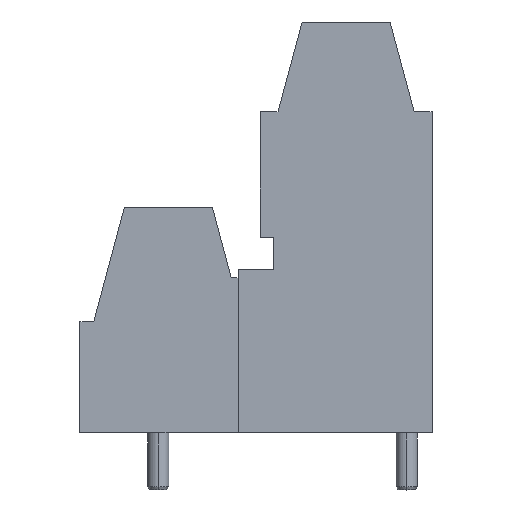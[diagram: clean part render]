
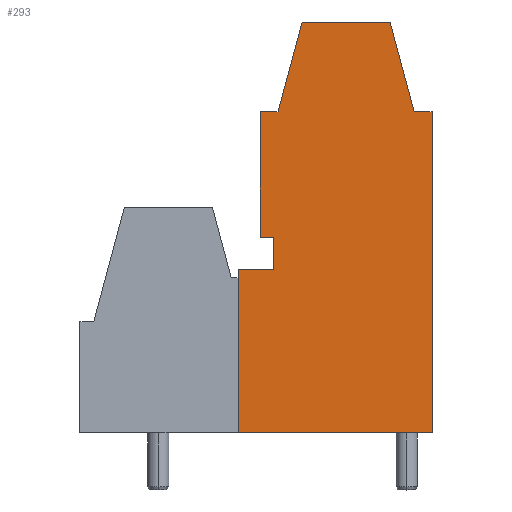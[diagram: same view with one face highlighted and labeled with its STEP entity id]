
A CAD part, top view. The second image highlights one B-rep face of the part: STEP entity #293.
In plain terms, the highlighted planar face has unit normal (0, 0, 1).
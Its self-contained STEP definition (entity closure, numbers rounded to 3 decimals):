
#13 = CARTESIAN_POINT ( 'NONE',  ( 19.026, 25.2, -2.5 ) ) ;
#43 = ORIENTED_EDGE ( 'NONE', *, *, #1593, .T. ) ;
#52 = LINE ( 'NONE', #2152, #2373 ) ;
#55 = LINE ( 'NONE', #837, #629 ) ;
#63 = PLANE ( 'NONE',  #1997 ) ;
#81 = LINE ( 'NONE', #2176, #980 ) ;
#93 = DIRECTION ( 'NONE',  ( 0., -1., 0. ) ) ;
#99 = CARTESIAN_POINT ( 'NONE',  ( 21.6, 19.7, -2.5 ) ) ;
#132 = DIRECTION ( 'NONE',  ( 0., -1., 0. ) ) ;
#170 = CARTESIAN_POINT ( 'NONE',  ( 20.5, 19.7, -2.5 ) ) ;
#172 = EDGE_CURVE ( 'NONE', #1513, #1994, #1415, .T. ) ;
#193 = ORIENTED_EDGE ( 'NONE', *, *, #466, .T. ) ;
#205 = EDGE_CURVE ( 'NONE', #2245, #2329, #1502, .T. ) ;
#208 = ORIENTED_EDGE ( 'NONE', *, *, #956, .T. ) ;
#211 = DIRECTION ( 'NONE',  ( -0.259, -0.966, 0. ) ) ;
#214 = CARTESIAN_POINT ( 'NONE',  ( 12.153, 19.7, -2.5 ) ) ;
#225 = VECTOR ( 'NONE', #1099, 1000. ) ;
#233 = DIRECTION ( 'NONE',  ( -1., 0., 0. ) ) ;
#261 = ORIENTED_EDGE ( 'NONE', *, *, #1030, .T. ) ;
#275 = LINE ( 'NONE', #99, #372 ) ;
#293 = ADVANCED_FACE ( 'NONE', ( #1574 ), #63, .T. ) ;
#339 = VECTOR ( 'NONE', #132, 1000. ) ;
#340 = CARTESIAN_POINT ( 'NONE',  ( 11.053, 19.7, -2.5 ) ) ;
#349 = CARTESIAN_POINT ( 'NONE',  ( 13.626, 25.2, -2.5 ) ) ;
#350 = CARTESIAN_POINT ( 'NONE',  ( 11.053, 19.7, -2.5 ) ) ;
#372 = VECTOR ( 'NONE', #1812, 1000. ) ;
#374 = CARTESIAN_POINT ( 'NONE',  ( 19.026, 25.2, -2.5 ) ) ;
#376 = VERTEX_POINT ( 'NONE', #1323 ) ;
#400 = VERTEX_POINT ( 'NONE', #2327 ) ;
#406 = CARTESIAN_POINT ( 'NONE',  ( 0., 0., -2.5 ) ) ;
#432 = VECTOR ( 'NONE', #2290, 1000. ) ;
#458 = VECTOR ( 'NONE', #2309, 1000. ) ;
#466 = EDGE_CURVE ( 'NONE', #1760, #1334, #275, .T. ) ;
#553 = DIRECTION ( 'NONE',  ( 0., -1., 0. ) ) ;
#556 = ORIENTED_EDGE ( 'NONE', *, *, #1390, .T. ) ;
#563 = EDGE_CURVE ( 'NONE', #1583, #1309, #1524, .T. ) ;
#568 = EDGE_LOOP ( 'NONE', ( #1094, #961, #2388, #1525, #2113, #2409, #2244, #208, #261, #1569, #43, #556, #193 ) ) ;
#629 = VECTOR ( 'NONE', #233, 1000. ) ;
#773 = VERTEX_POINT ( 'NONE', #1268 ) ;
#808 = DIRECTION ( 'NONE',  ( 1., 0., 0. ) ) ;
#837 = CARTESIAN_POINT ( 'NONE',  ( 11.9, 10., -2.5 ) ) ;
#838 = DIRECTION ( 'NONE',  ( 0., 1., 0. ) ) ;
#841 = VERTEX_POINT ( 'NONE', #1146 ) ;
#883 = CARTESIAN_POINT ( 'NONE',  ( 12.153, 19.7, -2.5 ) ) ;
#956 = EDGE_CURVE ( 'NONE', #1994, #400, #55, .T. ) ;
#961 = ORIENTED_EDGE ( 'NONE', *, *, #563, .T. ) ;
#980 = VECTOR ( 'NONE', #838, 1000. ) ;
#1030 = EDGE_CURVE ( 'NONE', #400, #376, #1406, .T. ) ;
#1094 = ORIENTED_EDGE ( 'NONE', *, *, #2451, .T. ) ;
#1099 = DIRECTION ( 'NONE',  ( 1., 0., 0. ) ) ;
#1120 = LINE ( 'NONE', #2101, #2463 ) ;
#1141 = EDGE_CURVE ( 'NONE', #1309, #2130, #1120, .T. ) ;
#1146 = CARTESIAN_POINT ( 'NONE',  ( 9.7, 0., -2.5 ) ) ;
#1232 = EDGE_CURVE ( 'NONE', #376, #841, #2099, .T. ) ;
#1268 = CARTESIAN_POINT ( 'NONE',  ( 21.6, 0., -2.5 ) ) ;
#1309 = VERTEX_POINT ( 'NONE', #349 ) ;
#1323 = CARTESIAN_POINT ( 'NONE',  ( 9.7, 9.5, -2.5 ) ) ;
#1334 = VERTEX_POINT ( 'NONE', #170 ) ;
#1390 = EDGE_CURVE ( 'NONE', #773, #1760, #81, .T. ) ;
#1406 = LINE ( 'NONE', #2372, #2427 ) ;
#1415 = LINE ( 'NONE', #2001, #339 ) ;
#1418 = CARTESIAN_POINT ( 'NONE',  ( 20.5, 19.7, -2.5 ) ) ;
#1427 = CARTESIAN_POINT ( 'NONE',  ( 21.6, 19.7, -2.5 ) ) ;
#1502 = LINE ( 'NONE', #340, #2274 ) ;
#1513 = VERTEX_POINT ( 'NONE', #1796 ) ;
#1515 = CARTESIAN_POINT ( 'NONE',  ( 9.7, 0., -2.5 ) ) ;
#1524 = LINE ( 'NONE', #13, #458 ) ;
#1525 = ORIENTED_EDGE ( 'NONE', *, *, #1956, .T. ) ;
#1569 = ORIENTED_EDGE ( 'NONE', *, *, #1232, .T. ) ;
#1574 = FACE_OUTER_BOUND ( 'NONE', #568, .T. ) ;
#1583 = VERTEX_POINT ( 'NONE', #374 ) ;
#1593 = EDGE_CURVE ( 'NONE', #841, #773, #1681, .T. ) ;
#1681 = LINE ( 'NONE', #1515, #225 ) ;
#1696 = CARTESIAN_POINT ( 'NONE',  ( 9.7, 10., -2.5 ) ) ;
#1716 = LINE ( 'NONE', #214, #1800 ) ;
#1725 = EDGE_CURVE ( 'NONE', #2329, #1513, #52, .T. ) ;
#1760 = VERTEX_POINT ( 'NONE', #1427 ) ;
#1785 = CARTESIAN_POINT ( 'NONE',  ( 11.053, 12., -2.5 ) ) ;
#1796 = CARTESIAN_POINT ( 'NONE',  ( 11.9, 12., -2.5 ) ) ;
#1800 = VECTOR ( 'NONE', #2313, 1000. ) ;
#1812 = DIRECTION ( 'NONE',  ( -1., 0., 0. ) ) ;
#1956 = EDGE_CURVE ( 'NONE', #2130, #2245, #1716, .T. ) ;
#1994 = VERTEX_POINT ( 'NONE', #2160 ) ;
#1997 = AXIS2_PLACEMENT_3D ( 'NONE', #406, #2338, #2134 ) ;
#2001 = CARTESIAN_POINT ( 'NONE',  ( 11.9, 12., -2.5 ) ) ;
#2099 = LINE ( 'NONE', #1696, #432 ) ;
#2101 = CARTESIAN_POINT ( 'NONE',  ( 13.626, 25.2, -2.5 ) ) ;
#2113 = ORIENTED_EDGE ( 'NONE', *, *, #205, .T. ) ;
#2130 = VERTEX_POINT ( 'NONE', #883 ) ;
#2134 = DIRECTION ( 'NONE',  ( 1., 0., 0. ) ) ;
#2152 = CARTESIAN_POINT ( 'NONE',  ( 11.053, 12., -2.5 ) ) ;
#2160 = CARTESIAN_POINT ( 'NONE',  ( 11.9, 10., -2.5 ) ) ;
#2176 = CARTESIAN_POINT ( 'NONE',  ( 21.6, 0., -2.5 ) ) ;
#2199 = DIRECTION ( 'NONE',  ( -0.259, 0.966, 0. ) ) ;
#2243 = VECTOR ( 'NONE', #2199, 1000. ) ;
#2244 = ORIENTED_EDGE ( 'NONE', *, *, #172, .T. ) ;
#2245 = VERTEX_POINT ( 'NONE', #350 ) ;
#2274 = VECTOR ( 'NONE', #553, 1000. ) ;
#2290 = DIRECTION ( 'NONE',  ( 0., -1., 0. ) ) ;
#2309 = DIRECTION ( 'NONE',  ( -1., 0., 0. ) ) ;
#2313 = DIRECTION ( 'NONE',  ( -1., 0., 0. ) ) ;
#2327 = CARTESIAN_POINT ( 'NONE',  ( 9.7, 10., -2.5 ) ) ;
#2329 = VERTEX_POINT ( 'NONE', #1785 ) ;
#2338 = DIRECTION ( 'NONE',  ( 0., 0., 1. ) ) ;
#2372 = CARTESIAN_POINT ( 'NONE',  ( 9.7, 10., -2.5 ) ) ;
#2373 = VECTOR ( 'NONE', #808, 1000. ) ;
#2387 = LINE ( 'NONE', #1418, #2243 ) ;
#2388 = ORIENTED_EDGE ( 'NONE', *, *, #1141, .T. ) ;
#2409 = ORIENTED_EDGE ( 'NONE', *, *, #1725, .T. ) ;
#2427 = VECTOR ( 'NONE', #93, 1000. ) ;
#2451 = EDGE_CURVE ( 'NONE', #1334, #1583, #2387, .T. ) ;
#2463 = VECTOR ( 'NONE', #211, 1000. ) ;
